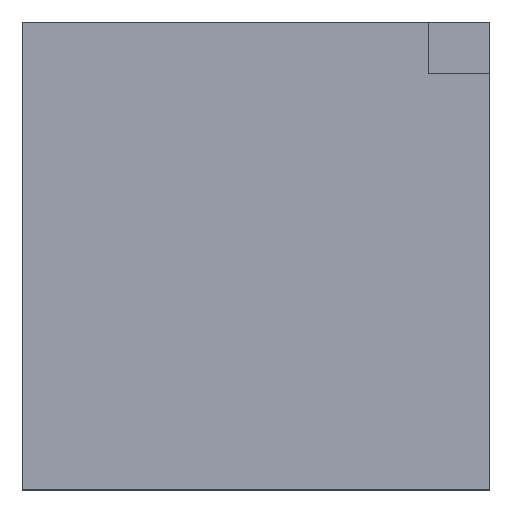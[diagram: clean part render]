
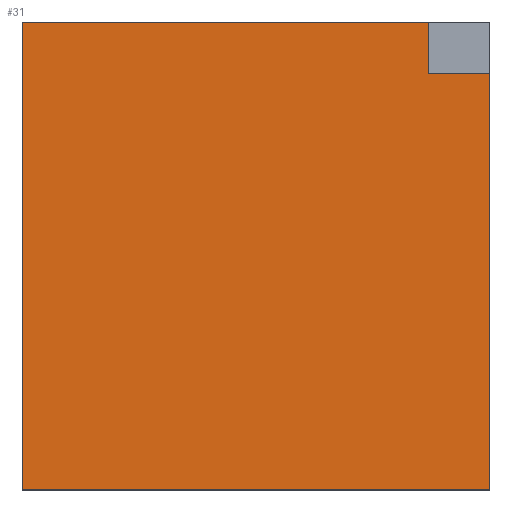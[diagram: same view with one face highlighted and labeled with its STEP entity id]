
A CAD part, top view. The second image highlights one B-rep face of the part: STEP entity #31.
In plain terms, the highlighted planar face has unit normal (0, 0, 1).
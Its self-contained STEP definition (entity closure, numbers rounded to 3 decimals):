
#31=ADVANCED_FACE('',(#45),#213,.T.);
#45=FACE_OUTER_BOUND('',#59,.T.);
#59=EDGE_LOOP('',(#87,#88,#89,#90,#91,#92));
#87=ORIENTED_EDGE('',*,*,#143,.T.);
#88=ORIENTED_EDGE('',*,*,#144,.T.);
#89=ORIENTED_EDGE('',*,*,#146,.T.);
#90=ORIENTED_EDGE('',*,*,#131,.T.);
#91=ORIENTED_EDGE('',*,*,#135,.T.);
#92=ORIENTED_EDGE('',*,*,#137,.T.);
#131=EDGE_CURVE('',#192,#191,#161,.T.);
#135=EDGE_CURVE('',#191,#194,#165,.T.);
#137=EDGE_CURVE('',#194,#196,#167,.T.);
#143=EDGE_CURVE('',#196,#200,#173,.T.);
#144=EDGE_CURVE('',#200,#198,#174,.T.);
#146=EDGE_CURVE('',#198,#192,#176,.T.);
#161=B_SPLINE_CURVE_WITH_KNOTS('',1,(#301,#302),.UNSPECIFIED.,.F.,.F.,(2,
2),(0.,1.5),.UNSPECIFIED.);
#165=B_SPLINE_CURVE_WITH_KNOTS('',1,(#309,#310),.UNSPECIFIED.,.F.,.F.,(2,
2),(1.5,3.),.UNSPECIFIED.);
#167=B_SPLINE_CURVE_WITH_KNOTS('',1,(#313,#314),.UNSPECIFIED.,.F.,.F.,(2,
2),(3.,4.335),.UNSPECIFIED.);
#173=B_SPLINE_CURVE_WITH_KNOTS('',1,(#325,#326),.UNSPECIFIED.,.F.,.F.,(2,
2),(-0.361,-0.165),.UNSPECIFIED.);
#174=B_SPLINE_CURVE_WITH_KNOTS('',1,(#327,#328),.UNSPECIFIED.,.F.,.F.,(2,
2),(-0.165,0.),.UNSPECIFIED.);
#176=B_SPLINE_CURVE_WITH_KNOTS('',1,(#331,#332),.UNSPECIFIED.,.F.,.F.,(2,
2),(4.697,6.),.UNSPECIFIED.);
#191=VERTEX_POINT('',#287);
#192=VERTEX_POINT('',#288);
#194=VERTEX_POINT('',#290);
#196=VERTEX_POINT('',#292);
#198=VERTEX_POINT('',#294);
#200=VERTEX_POINT('',#296);
#213=PLANE('',#247);
#247=AXIS2_PLACEMENT_3D('',#281,#264,$);
#264=DIRECTION('',(0.,0.,1.));
#281=CARTESIAN_POINT('',(-0.75,0.75,0.65));
#287=CARTESIAN_POINT('',(-0.75,-0.75,0.65));
#288=CARTESIAN_POINT('',(-0.75,0.75,0.65));
#290=CARTESIAN_POINT('',(0.75,-0.75,0.65));
#292=CARTESIAN_POINT('',(0.75,0.585,0.65));
#294=CARTESIAN_POINT('',(0.553,0.75,0.65));
#296=CARTESIAN_POINT('',(0.553,0.585,0.65));
#301=CARTESIAN_POINT('',(-0.75,0.75,0.65));
#302=CARTESIAN_POINT('',(-0.75,-0.75,0.65));
#309=CARTESIAN_POINT('',(-0.75,-0.75,0.65));
#310=CARTESIAN_POINT('',(0.75,-0.75,0.65));
#313=CARTESIAN_POINT('',(0.75,-0.75,0.65));
#314=CARTESIAN_POINT('',(0.75,0.585,0.65));
#325=CARTESIAN_POINT('',(0.75,0.585,0.65));
#326=CARTESIAN_POINT('',(0.553,0.585,0.65));
#327=CARTESIAN_POINT('',(0.553,0.585,0.65));
#328=CARTESIAN_POINT('',(0.553,0.75,0.65));
#331=CARTESIAN_POINT('',(0.553,0.75,0.65));
#332=CARTESIAN_POINT('',(-0.75,0.75,0.65));
